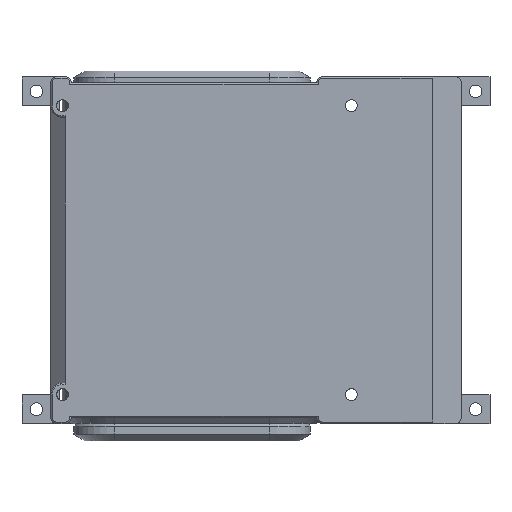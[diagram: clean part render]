
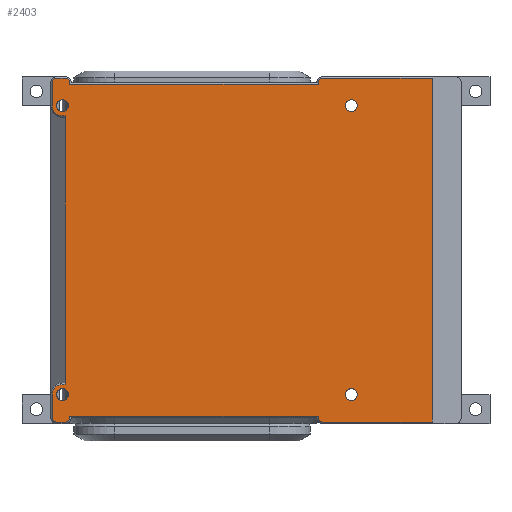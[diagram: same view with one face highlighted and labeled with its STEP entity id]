
A CAD part, top view. The second image highlights one B-rep face of the part: STEP entity #2403.
In plain terms, the highlighted planar face has unit normal (0, 0, 1).
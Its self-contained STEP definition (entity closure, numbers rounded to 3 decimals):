
#58=FACE_BOUND('',#902,.T.);
#59=FACE_BOUND('',#903,.T.);
#60=FACE_BOUND('',#904,.T.);
#61=FACE_BOUND('',#905,.T.);
#112=PLANE('',#2607);
#225=LINE('',#3812,#473);
#230=LINE('',#3826,#478);
#234=LINE('',#3838,#482);
#237=LINE('',#3853,#485);
#242=LINE('',#3868,#490);
#275=LINE('',#3947,#523);
#279=LINE('',#3964,#527);
#281=LINE('',#3977,#529);
#285=LINE('',#3988,#533);
#290=LINE('',#4002,#538);
#292=LINE('',#4005,#540);
#293=LINE('',#4006,#541);
#473=VECTOR('',#2933,10.);
#478=VECTOR('',#2946,10.);
#482=VECTOR('',#2958,10.);
#485=VECTOR('',#2969,10.);
#490=VECTOR('',#2976,10.);
#523=VECTOR('',#3043,10.);
#527=VECTOR('',#3055,10.);
#529=VECTOR('',#3065,10.);
#533=VECTOR('',#3077,10.);
#538=VECTOR('',#3090,10.);
#540=VECTOR('',#3094,10.);
#541=VECTOR('',#3095,10.);
#760=FACE_OUTER_BOUND('',#901,.T.);
#901=EDGE_LOOP('',(#1953,#1954,#1955,#1956,#1957,#1958,#1959,#1960,#1961,
#1962,#1963,#1964,#1965,#1966,#1967,#1968,#1969,#1970,#1971,#1972));
#902=EDGE_LOOP('',(#1973));
#903=EDGE_LOOP('',(#1974));
#904=EDGE_LOOP('',(#1975));
#905=EDGE_LOOP('',(#1976));
#1021=CIRCLE('',#2563,3.5);
#1023=CIRCLE('',#2567,1.5);
#1025=CIRCLE('',#2571,1.5);
#1026=CIRCLE('',#2575,1.5);
#1032=CIRCLE('',#2593,1.5);
#1033=CIRCLE('',#2596,1.5);
#1036=CIRCLE('',#2601,1.5);
#1038=CIRCLE('',#2605,3.5);
#1039=CIRCLE('',#2608,2.05);
#1040=CIRCLE('',#2609,2.05);
#1041=CIRCLE('',#2610,2.05);
#1042=CIRCLE('',#2611,2.05);
#1126=VERTEX_POINT('',#3808);
#1128=VERTEX_POINT('',#3811);
#1131=VERTEX_POINT('',#3819);
#1133=VERTEX_POINT('',#3825);
#1135=VERTEX_POINT('',#3831);
#1137=VERTEX_POINT('',#3837);
#1140=VERTEX_POINT('',#3845);
#1141=VERTEX_POINT('',#3852);
#1143=VERTEX_POINT('',#3861);
#1146=VERTEX_POINT('',#3866);
#1174=VERTEX_POINT('',#3944);
#1175=VERTEX_POINT('',#3946);
#1178=VERTEX_POINT('',#3954);
#1180=VERTEX_POINT('',#3963);
#1181=VERTEX_POINT('',#3970);
#1183=VERTEX_POINT('',#3976);
#1185=VERTEX_POINT('',#3982);
#1186=VERTEX_POINT('',#3987);
#1187=VERTEX_POINT('',#3991);
#1191=VERTEX_POINT('',#4001);
#1192=VERTEX_POINT('',#4007);
#1193=VERTEX_POINT('',#4009);
#1194=VERTEX_POINT('',#4011);
#1195=VERTEX_POINT('',#4013);
#1383=EDGE_CURVE('',#1126,#1128,#225,.T.);
#1389=EDGE_CURVE('',#1128,#1131,#1021,.T.);
#1390=EDGE_CURVE('',#1131,#1133,#230,.T.);
#1395=EDGE_CURVE('',#1133,#1135,#1023,.T.);
#1396=EDGE_CURVE('',#1135,#1137,#234,.T.);
#1400=EDGE_CURVE('',#1137,#1140,#1025,.T.);
#1402=EDGE_CURVE('',#1140,#1141,#237,.T.);
#1408=EDGE_CURVE('',#1146,#1143,#242,.T.);
#1409=EDGE_CURVE('',#1141,#1146,#1026,.T.);
#1447=EDGE_CURVE('',#1174,#1175,#275,.T.);
#1451=EDGE_CURVE('',#1175,#1178,#1032,.T.);
#1454=EDGE_CURVE('',#1178,#1180,#279,.T.);
#1456=EDGE_CURVE('',#1180,#1181,#1033,.T.);
#1459=EDGE_CURVE('',#1181,#1183,#281,.T.);
#1464=EDGE_CURVE('',#1183,#1185,#1036,.T.);
#1465=EDGE_CURVE('',#1185,#1186,#285,.T.);
#1469=EDGE_CURVE('',#1186,#1187,#1038,.T.);
#1472=EDGE_CURVE('',#1187,#1191,#290,.T.);
#1474=EDGE_CURVE('',#1191,#1126,#292,.T.);
#1475=EDGE_CURVE('',#1143,#1174,#293,.T.);
#1476=EDGE_CURVE('',#1192,#1192,#1039,.T.);
#1477=EDGE_CURVE('',#1193,#1193,#1040,.T.);
#1478=EDGE_CURVE('',#1194,#1194,#1041,.T.);
#1479=EDGE_CURVE('',#1195,#1195,#1042,.T.);
#1953=ORIENTED_EDGE('',*,*,#1474,.F.);
#1954=ORIENTED_EDGE('',*,*,#1472,.F.);
#1955=ORIENTED_EDGE('',*,*,#1469,.F.);
#1956=ORIENTED_EDGE('',*,*,#1465,.F.);
#1957=ORIENTED_EDGE('',*,*,#1464,.F.);
#1958=ORIENTED_EDGE('',*,*,#1459,.F.);
#1959=ORIENTED_EDGE('',*,*,#1456,.F.);
#1960=ORIENTED_EDGE('',*,*,#1454,.F.);
#1961=ORIENTED_EDGE('',*,*,#1451,.F.);
#1962=ORIENTED_EDGE('',*,*,#1447,.F.);
#1963=ORIENTED_EDGE('',*,*,#1475,.F.);
#1964=ORIENTED_EDGE('',*,*,#1408,.F.);
#1965=ORIENTED_EDGE('',*,*,#1409,.F.);
#1966=ORIENTED_EDGE('',*,*,#1402,.F.);
#1967=ORIENTED_EDGE('',*,*,#1400,.F.);
#1968=ORIENTED_EDGE('',*,*,#1396,.F.);
#1969=ORIENTED_EDGE('',*,*,#1395,.F.);
#1970=ORIENTED_EDGE('',*,*,#1390,.F.);
#1971=ORIENTED_EDGE('',*,*,#1389,.F.);
#1972=ORIENTED_EDGE('',*,*,#1383,.F.);
#1973=ORIENTED_EDGE('',*,*,#1476,.T.);
#1974=ORIENTED_EDGE('',*,*,#1477,.T.);
#1975=ORIENTED_EDGE('',*,*,#1478,.T.);
#1976=ORIENTED_EDGE('',*,*,#1479,.T.);
#2403=ADVANCED_FACE('',(#760,#58,#59,#60,#61),#112,.T.);
#2563=AXIS2_PLACEMENT_3D('',#3823,#2942,#2943);
#2567=AXIS2_PLACEMENT_3D('',#3835,#2954,#2955);
#2571=AXIS2_PLACEMENT_3D('',#3846,#2965,#2966);
#2575=AXIS2_PLACEMENT_3D('',#3870,#2979,#2980);
#2593=AXIS2_PLACEMENT_3D('',#3955,#3050,#3051);
#2596=AXIS2_PLACEMENT_3D('',#3971,#3058,#3059);
#2601=AXIS2_PLACEMENT_3D('',#3985,#3073,#3074);
#2605=AXIS2_PLACEMENT_3D('',#3995,#3084,#3085);
#2607=AXIS2_PLACEMENT_3D('',#4004,#3092,#3093);
#2608=AXIS2_PLACEMENT_3D('',#4008,#3096,#3097);
#2609=AXIS2_PLACEMENT_3D('',#4010,#3098,#3099);
#2610=AXIS2_PLACEMENT_3D('',#4012,#3100,#3101);
#2611=AXIS2_PLACEMENT_3D('',#4014,#3102,#3103);
#2933=DIRECTION('',(-1.,0.,0.));
#2942=DIRECTION('center_axis',(0.,0.,-1.));
#2943=DIRECTION('ref_axis',(-0.707,-0.707,0.));
#2946=DIRECTION('',(0.,1.,0.));
#2954=DIRECTION('center_axis',(0.,0.,-1.));
#2955=DIRECTION('ref_axis',(-0.707,0.707,0.));
#2958=DIRECTION('',(1.,0.,0.));
#2965=DIRECTION('center_axis',(0.,0.,-1.));
#2966=DIRECTION('ref_axis',(0.707,0.707,0.));
#2969=DIRECTION('',(1.,0.,0.));
#2976=DIRECTION('',(1.,0.,0.));
#2979=DIRECTION('center_axis',(0.,0.,-1.));
#2980=DIRECTION('ref_axis',(-0.707,0.707,0.));
#3043=DIRECTION('',(-1.,0.,0.));
#3050=DIRECTION('center_axis',(0.,0.,-1.));
#3051=DIRECTION('ref_axis',(-0.707,-0.707,0.));
#3055=DIRECTION('',(-1.,0.,0.));
#3058=DIRECTION('center_axis',(0.,0.,-1.));
#3059=DIRECTION('ref_axis',(0.707,-0.707,0.));
#3065=DIRECTION('',(-1.,0.,0.));
#3073=DIRECTION('center_axis',(0.,0.,-1.));
#3074=DIRECTION('ref_axis',(-0.707,-0.707,0.));
#3077=DIRECTION('',(0.,1.,0.));
#3084=DIRECTION('center_axis',(0.,0.,-1.));
#3085=DIRECTION('ref_axis',(-0.707,0.707,0.));
#3090=DIRECTION('',(1.,0.,0.));
#3092=DIRECTION('center_axis',(0.,0.,1.));
#3093=DIRECTION('ref_axis',(1.,0.,0.));
#3094=DIRECTION('',(0.,1.,0.));
#3095=DIRECTION('',(0.,-1.,0.));
#3096=DIRECTION('center_axis',(0.,0.,-1.));
#3097=DIRECTION('ref_axis',(-1.,0.,0.));
#3098=DIRECTION('center_axis',(0.,0.,-1.));
#3099=DIRECTION('ref_axis',(-1.,0.,0.));
#3100=DIRECTION('center_axis',(0.,0.,-1.));
#3101=DIRECTION('ref_axis',(-1.,0.,0.));
#3102=DIRECTION('center_axis',(0.,0.,-1.));
#3103=DIRECTION('ref_axis',(-1.,0.,0.));
#3808=CARTESIAN_POINT('',(-147.,106.5,36.2));
#3811=CARTESIAN_POINT('',(-148.,106.5,36.2));
#3812=CARTESIAN_POINT('',(-116.5,106.5,36.2));
#3819=CARTESIAN_POINT('',(-151.5,110.,36.2));
#3823=CARTESIAN_POINT('Origin',(-148.,110.,36.2));
#3825=CARTESIAN_POINT('',(-151.5,118.,36.2));
#3826=CARTESIAN_POINT('',(-151.5,35.,36.2));
#3831=CARTESIAN_POINT('',(-150.,119.5,36.2));
#3835=CARTESIAN_POINT('Origin',(-150.,118.,36.2));
#3837=CARTESIAN_POINT('',(-147.,119.5,36.2));
#3838=CARTESIAN_POINT('',(-121.5,119.5,36.2));
#3845=CARTESIAN_POINT('',(-145.586,117.5,36.2));
#3846=CARTESIAN_POINT('Origin',(-147.,118.,36.2));
#3852=CARTESIAN_POINT('',(-59.414,117.5,36.2));
#3853=CARTESIAN_POINT('',(-70.5,117.5,36.2));
#3861=CARTESIAN_POINT('',(-20.,119.5,36.2));
#3866=CARTESIAN_POINT('',(-58.,119.5,36.2));
#3868=CARTESIAN_POINT('',(-70.5,119.5,36.2));
#3870=CARTESIAN_POINT('Origin',(-58.,118.,36.2));
#3944=CARTESIAN_POINT('',(-20.,0.5,36.2));
#3946=CARTESIAN_POINT('',(-58.,0.5,36.2));
#3947=CARTESIAN_POINT('',(-40.5,0.5,36.2));
#3954=CARTESIAN_POINT('',(-59.414,2.5,36.2));
#3955=CARTESIAN_POINT('Origin',(-58.,2.,36.2));
#3963=CARTESIAN_POINT('',(-145.586,2.5,36.2));
#3964=CARTESIAN_POINT('',(-113.,2.5,36.2));
#3970=CARTESIAN_POINT('',(-147.,0.5,36.2));
#3971=CARTESIAN_POINT('Origin',(-147.,2.,36.2));
#3976=CARTESIAN_POINT('',(-150.,0.5,36.2));
#3977=CARTESIAN_POINT('',(-113.,0.5,36.2));
#3982=CARTESIAN_POINT('',(-151.5,2.,36.2));
#3985=CARTESIAN_POINT('Origin',(-150.,2.,36.2));
#3987=CARTESIAN_POINT('',(-151.5,10.,36.2));
#3988=CARTESIAN_POINT('',(-151.5,35.,36.2));
#3991=CARTESIAN_POINT('',(-148.,13.5,36.2));
#3995=CARTESIAN_POINT('Origin',(-148.,10.,36.2));
#4001=CARTESIAN_POINT('',(-147.,13.5,36.2));
#4002=CARTESIAN_POINT('',(-114.,13.5,36.2));
#4004=CARTESIAN_POINT('Origin',(-81.,60.,36.2));
#4005=CARTESIAN_POINT('',(-147.,83.,36.2));
#4006=CARTESIAN_POINT('',(-20.,85.,36.2));
#4007=CARTESIAN_POINT('',(-45.95,110.,36.2));
#4008=CARTESIAN_POINT('Origin',(-48.,110.,36.2));
#4009=CARTESIAN_POINT('',(-45.95,10.,36.2));
#4010=CARTESIAN_POINT('Origin',(-48.,10.,36.2));
#4011=CARTESIAN_POINT('',(-145.95,10.,36.2));
#4012=CARTESIAN_POINT('Origin',(-148.,10.,36.2));
#4013=CARTESIAN_POINT('',(-145.95,110.,36.2));
#4014=CARTESIAN_POINT('Origin',(-148.,110.,36.2));
